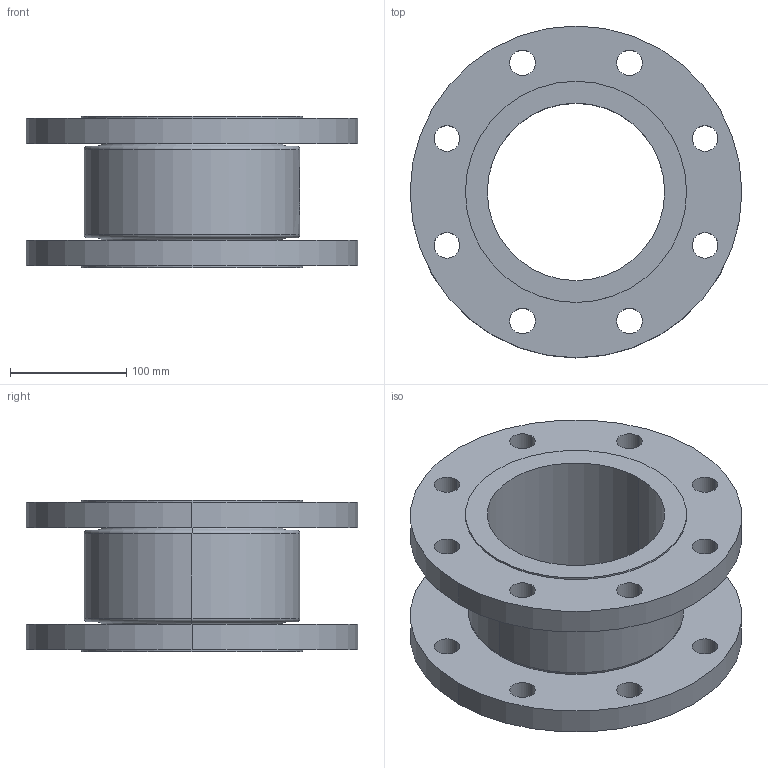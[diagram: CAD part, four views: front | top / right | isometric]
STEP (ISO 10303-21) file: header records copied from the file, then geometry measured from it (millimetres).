
FILE_DESCRIPTION (( 'STEP AP214' ), '1' );
FILE_NAME ('ALPHA-C_DN150_PN16_6000017313.STEP', '2021-10-21T06:54:18', ( 'axxx' ), ( 'Hewlett-Packard Company' ), 'SwSTEP 2.0', 'SolidWorks 2019', '' );
FILE_SCHEMA (( 'AUTOMOTIVE_DESIGN' ));
Length unit declared in the file: millimetre
Products named in the file (1): ALPHA-C_DN150_PN16_6000017313
Bounding box: 285 x 285 x 130 mm (x, y, z)
Volume: 2589791.5 mm3; surface area: 358720.1 mm2
Topology: 1 solids, 1 shells, 575 faces, 1550 edges, 1032 vertices
Faces by surface type: plane 275, bspline 217, cylinder 75, torus 8
Entity records: 29653 total; most frequent: CARTESIAN_POINT 16633, ORIENTED_EDGE 3100, DIRECTION 1951, EDGE_CURVE 1550, VERTEX_POINT 1032, LINE 833, VECTOR 833, EDGE_LOOP 664
